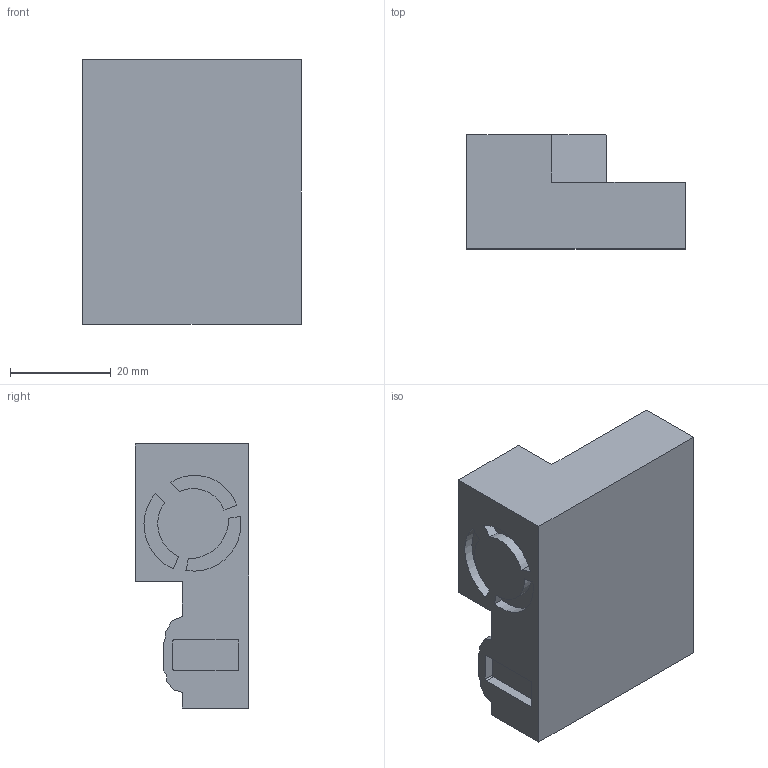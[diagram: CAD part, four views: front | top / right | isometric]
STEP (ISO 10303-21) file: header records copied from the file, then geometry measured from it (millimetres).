
FILE_DESCRIPTION(/* description */ (''),/* implementation_level */ '2;1');
FILE_NAME(/* name */ 'SEN55 v3.step',/* time_stamp */ '2025-01-18T13:34:00+01:00',/* author */ (''),/* organization */ (''),/* preprocessor_version */ 'ST-DEVELOPER v20',/* originating_system */ 'Autodesk Translation Framework v12.20.1.177',/* authorisation */ '');
FILE_SCHEMA (('AUTOMOTIVE_DESIGN { 1 0 10303 214 3 1 1 }'));
Length unit declared in the file: millimetre
Products named in the file (1): SEN55
Bounding box: 43.3 x 22.54 x 52.3 mm (x, y, z)
Volume: 35374.1 mm3; surface area: 8419 mm2
Topology: 1 solids, 1 shells, 51 faces, 134 edges, 89 vertices
Faces by surface type: plane 41, cylinder 10
Entity records: 1593 total; most frequent: CARTESIAN_POINT 275, ORIENTED_EDGE 268, DIRECTION 258, EDGE_CURVE 134, LINE 114, VECTOR 114, VERTEX_POINT 89, AXIS2_PLACEMENT_3D 72
